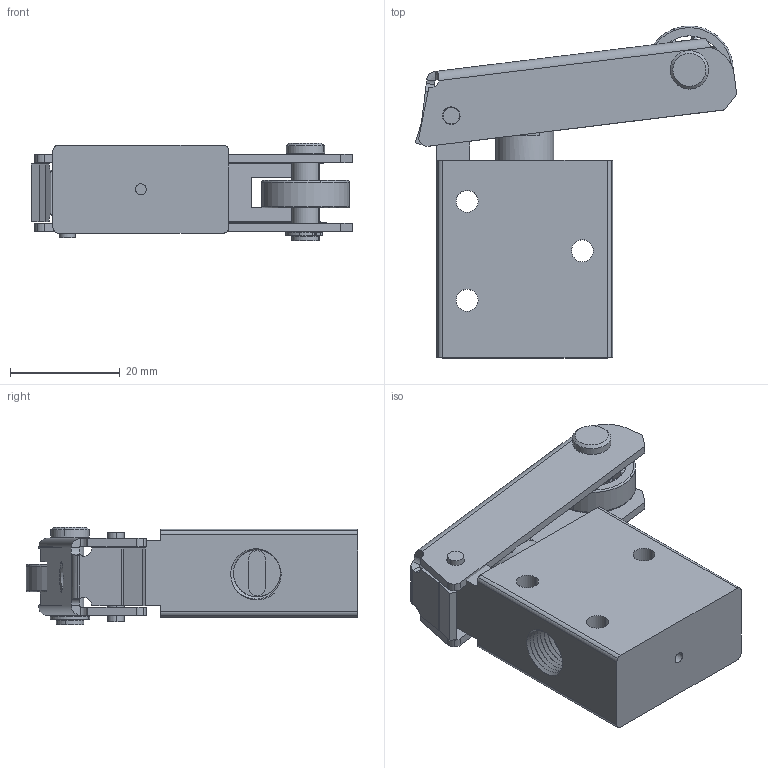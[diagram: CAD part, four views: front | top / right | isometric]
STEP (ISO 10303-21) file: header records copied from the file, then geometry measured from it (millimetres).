
FILE_DESCRIPTION((''),'2;1');
FILE_NAME('05_140_4.stp','2002-11-23T21:53:59',('Branislav Petkovic'),('AZ Pneumatica'),'AutoCAD STEP 2000i','AutoCAD 2000i','Via J. F. Kennedy, 26, 20020 Misinto (MI), ITALY');
FILE_SCHEMA(('CONFIG_CONTROL_DESIGN'));
Length unit declared in the file: millimetre
Products named in the file (10): 05_140_4; 431MR TELO; PART1; PIPAK 431; PART1AA; POLUGA; KRAK POLUGE1; PART1A; E-RING EXTERNAL - TYPE-3CM - ANSI B27.7 - 4; DEEP GROOVE BALL BEARING - DIN 625 T1 - 625 - 5 X 16 X 5
Assembly tree (9 placements, depth 4):
  05_140_4
    431MR TELO
      PART1
      PIPAK 431
        PART1AA
    POLUGA
      KRAK POLUGE1
      PART1A
      E-RING EXTERNAL - TYPE-3CM - ANSI B27.7 - 4
      DEEP GROOVE BALL BEARING - DIN 625 T1 - 625 - 5 X 16 X 5
Bounding box: 58.52 x 60.45 x 17.8 mm (x, y, z)
Surface area: 14066.1 mm2 (no closed solid volume)
Topology: 0 solids, 16 shells, 362 faces, 951 edges, 571 vertices
Faces by surface type: cylinder 180, plane 86, bspline 60, sphere 18, cone 10, torus 8
Entity records: 19845 total; most frequent: CARTESIAN_POINT 10995, DIRECTION 1849, ORIENTED_EDGE 1816, EDGE_CURVE 908, AXIS2_PLACEMENT_3D 763, VERTEX_POINT 562, CIRCLE 447, EDGE_LOOP 418
